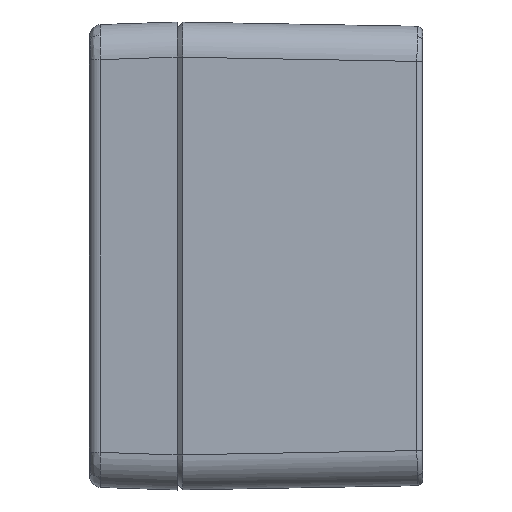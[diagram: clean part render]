
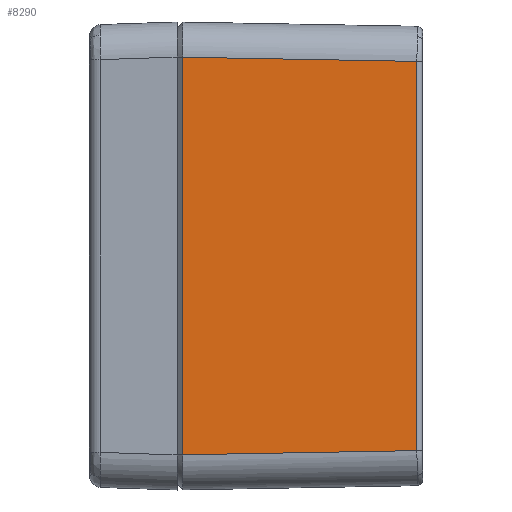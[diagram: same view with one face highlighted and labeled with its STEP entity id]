
A CAD part, left-side view. The second image highlights one B-rep face of the part: STEP entity #8290.
In plain terms, the highlighted planar face has unit normal (-1, -0.018, 0).
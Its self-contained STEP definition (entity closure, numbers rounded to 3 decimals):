
#8290 = ADVANCED_FACE ( 'NONE', ( #28905 ), #28904, .T. ) ;
#8291 = EDGE_LOOP ( 'NONE', ( #8292, #8295, #8298, #8301 ) ) ;
#8292 = ORIENTED_EDGE ( 'NONE', *, *, #8293, .T. ) ;
#8293 = EDGE_CURVE ( 'NONE', #56491, #8294, #28951, .T. ) ;
#8294 = VERTEX_POINT ( 'NONE', #28947 ) ;
#8295 = ORIENTED_EDGE ( 'NONE', *, *, #8296, .T. ) ;
#8296 = EDGE_CURVE ( 'NONE', #8294, #8297, #28946, .T. ) ;
#8297 = VERTEX_POINT ( 'NONE', #28942 ) ;
#8298 = ORIENTED_EDGE ( 'NONE', *, *, #8299, .T. ) ;
#8299 = EDGE_CURVE ( 'NONE', #8297, #8300, #28941, .T. ) ;
#8300 = VERTEX_POINT ( 'NONE', #28935 ) ;
#8301 = ORIENTED_EDGE ( 'NONE', *, *, #8360, .T. ) ;
#8360 = EDGE_CURVE ( 'NONE', #8300, #56491, #29138, .T. ) ;
#28904 = PLANE ( 'NONE',  #28974 ) ;
#28905 = FACE_OUTER_BOUND ( 'NONE', #8291, .T. ) ;
#28935 = CARTESIAN_POINT ( 'NONE',  ( -86.768, -41.018, -33.268 ) ) ;
#28937 = DIRECTION ( 'NONE',  ( 0.018, -1., 0.018 ) ) ;
#28939 = VECTOR ( 'NONE', #28937, 1000. ) ;
#28940 = CARTESIAN_POINT ( 'NONE',  ( -87.502, 0.107, -34.003 ) ) ;
#28941 = LINE ( 'NONE', #28940, #28939 ) ;
#28942 = CARTESIAN_POINT ( 'NONE',  ( -87.482, -0.993, -33.983 ) ) ;
#28943 = DIRECTION ( 'NONE',  ( 0., 0., -1. ) ) ;
#28944 = VECTOR ( 'NONE', #28943, 1000. ) ;
#28945 = CARTESIAN_POINT ( 'NONE',  ( -87.482, -0.993, -40. ) ) ;
#28946 = LINE ( 'NONE', #28945, #28944 ) ;
#28947 = CARTESIAN_POINT ( 'NONE',  ( -87.482, -0.993, 33.983 ) ) ;
#28948 = DIRECTION ( 'NONE',  ( -0.018, 1., 0.018 ) ) ;
#28949 = VECTOR ( 'NONE', #28948, 1000. ) ;
#28950 = CARTESIAN_POINT ( 'NONE',  ( -87.476, -1.321, 33.977 ) ) ;
#28951 = LINE ( 'NONE', #28950, #28949 ) ;
#28971 = DIRECTION ( 'NONE',  ( 0.018, -1., 0. ) ) ;
#28972 = DIRECTION ( 'NONE',  ( -1., -0.018, 0. ) ) ;
#28973 = CARTESIAN_POINT ( 'NONE',  ( -87.5, 0., -40. ) ) ;
#28974 = AXIS2_PLACEMENT_3D ( 'NONE', #28973, #28972, #28971 ) ;
#29132 = DIRECTION ( 'NONE',  ( 0., 0., 1. ) ) ;
#29133 = VECTOR ( 'NONE', #29132, 1000. ) ;
#29134 = CARTESIAN_POINT ( 'NONE',  ( -86.768, -41.018, 33.251 ) ) ;
#29138 = LINE ( 'NONE', #29134, #29133 ) ;
#47519 = CARTESIAN_POINT ( 'NONE',  ( -86.768, -41.018, 33.268 ) ) ;
#56491 = VERTEX_POINT ( 'NONE', #47519 ) ;
